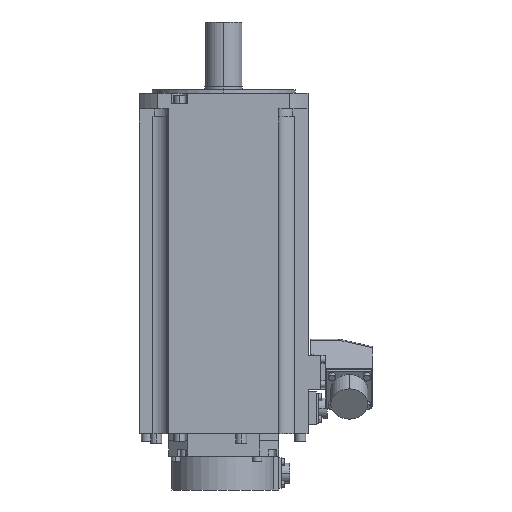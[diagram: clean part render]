
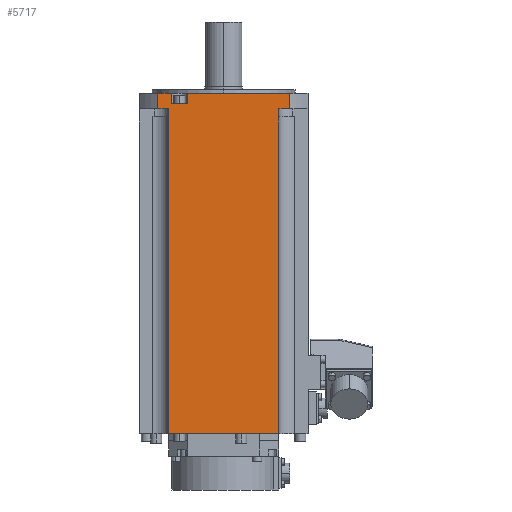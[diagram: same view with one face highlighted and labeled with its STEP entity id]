
A CAD part, left-side view. The second image highlights one B-rep face of the part: STEP entity #5717.
In plain terms, the highlighted planar face has unit normal (-1, 0, 0).
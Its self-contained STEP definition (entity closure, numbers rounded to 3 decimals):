
#834=DIRECTION('',(0.,-1.,0.));
#835=VECTOR('',#834,85.);
#836=CARTESIAN_POINT('',(-65.,42.5,-262.));
#837=LINE('',#836,#835);
#956=DIRECTION('',(0.,0.,-1.));
#957=VECTOR('',#956,250.);
#958=CARTESIAN_POINT('',(-65.,42.5,-12.));
#959=LINE('',#958,#957);
#1012=DIRECTION('',(0.,-1.,0.));
#1013=VECTOR('',#1012,8.306);
#1014=CARTESIAN_POINT('',(-65.,50.806,-12.));
#1015=LINE('',#1014,#1013);
#1127=DIRECTION('',(0.,0.,-1.));
#1128=VECTOR('',#1127,12.);
#1129=CARTESIAN_POINT('',(-65.,50.806,0.));
#1130=LINE('',#1129,#1128);
#1131=DIRECTION('',(0.,-1.,0.));
#1132=VECTOR('',#1131,78.626);
#1133=CARTESIAN_POINT('',(-65.,27.82,0.));
#1134=LINE('',#1133,#1132);
#1135=DIRECTION('',(0.,1.,0.));
#1136=VECTOR('',#1135,8.306);
#1137=CARTESIAN_POINT('',(-65.,-50.806,-12.));
#1138=LINE('',#1137,#1136);
#1139=DIRECTION('',(0.,0.,-1.));
#1140=VECTOR('',#1139,250.);
#1141=CARTESIAN_POINT('',(-65.,-42.5,-12.));
#1142=LINE('',#1141,#1140);
#1143=DIRECTION('',(0.,-1.,0.));
#1144=VECTOR('',#1143,10.426);
#1145=CARTESIAN_POINT('',(-65.,50.806,0.));
#1146=LINE('',#1145,#1144);
#1147=DIRECTION('',(0.,1.,0.));
#1148=VECTOR('',#1147,12.56);
#1149=CARTESIAN_POINT('',(-65.,27.82,-8.));
#1150=LINE('',#1149,#1148);
#1174=DIRECTION('',(0.,0.,1.));
#1175=VECTOR('',#1174,8.);
#1176=CARTESIAN_POINT('',(-65.,40.38,-8.));
#1177=LINE('',#1176,#1175);
#1186=DIRECTION('',(0.,0.,-1.));
#1187=VECTOR('',#1186,8.);
#1188=CARTESIAN_POINT('',(-65.,27.82,0.));
#1189=LINE('',#1188,#1187);
#1216=DIRECTION('',(0.,0.,1.));
#1217=VECTOR('',#1216,12.);
#1218=CARTESIAN_POINT('',(-65.,-50.806,-12.));
#1219=LINE('',#1218,#1217);
#3295=CARTESIAN_POINT('',(-65.,-50.806,0.));
#3296=VERTEX_POINT('',#3295);
#3297=CARTESIAN_POINT('',(-65.,27.82,0.));
#3298=VERTEX_POINT('',#3297);
#3303=CARTESIAN_POINT('',(-65.,40.38,0.));
#3304=VERTEX_POINT('',#3303);
#3305=CARTESIAN_POINT('',(-65.,50.806,0.));
#3306=VERTEX_POINT('',#3305);
#3404=CARTESIAN_POINT('',(-65.,-42.5,-12.));
#3406=VERTEX_POINT('',#3404);
#3413=CARTESIAN_POINT('',(-65.,27.82,-8.));
#3414=CARTESIAN_POINT('',(-65.,40.38,-8.));
#3415=VERTEX_POINT('',#3413);
#3416=VERTEX_POINT('',#3414);
#3417=CARTESIAN_POINT('',(-65.,-50.806,-12.));
#3418=VERTEX_POINT('',#3417);
#3419=CARTESIAN_POINT('',(-65.,-42.5,-262.));
#3420=VERTEX_POINT('',#3419);
#3421=CARTESIAN_POINT('',(-65.,42.5,-12.));
#3422=CARTESIAN_POINT('',(-65.,42.5,-262.));
#3423=VERTEX_POINT('',#3421);
#3424=VERTEX_POINT('',#3422);
#3425=CARTESIAN_POINT('',(-65.,50.806,-12.));
#3426=VERTEX_POINT('',#3425);
#5692=CARTESIAN_POINT('',(-65.,0.,-131.));
#5693=DIRECTION('',(1.,0.,0.));
#5694=DIRECTION('',(0.,-1.,0.));
#5695=AXIS2_PLACEMENT_3D('',#5692,#5693,#5694);
#5696=PLANE('',#5695);
#5698=ORIENTED_EDGE('',*,*,#5697,.F.);
#5700=ORIENTED_EDGE('',*,*,#5699,.F.);
#5701=ORIENTED_EDGE('',*,*,#4290,.T.);
#5703=ORIENTED_EDGE('',*,*,#5702,.F.);
#5705=ORIENTED_EDGE('',*,*,#5704,.T.);
#5707=ORIENTED_EDGE('',*,*,#5706,.T.);
#5708=ORIENTED_EDGE('',*,*,#5364,.F.);
#5709=ORIENTED_EDGE('',*,*,#5468,.F.);
#5710=ORIENTED_EDGE('',*,*,#5532,.F.);
#5711=ORIENTED_EDGE('',*,*,#5687,.F.);
#5712=ORIENTED_EDGE('',*,*,#4298,.T.);
#5714=ORIENTED_EDGE('',*,*,#5713,.F.);
#5715=EDGE_LOOP('',(#5698,#5700,#5701,#5703,#5705,#5707,#5708,#5709,#5710,#5711,
#5712,#5714));
#5716=FACE_OUTER_BOUND('',#5715,.F.);
#5717=ADVANCED_FACE('',(#5716),#5696,.F.);
#4290=EDGE_CURVE('',#3298,#3296,#1134,.T.);
#4298=EDGE_CURVE('',#3306,#3304,#1146,.T.);
#5364=EDGE_CURVE('',#3424,#3420,#837,.T.);
#5468=EDGE_CURVE('',#3423,#3424,#959,.T.);
#5532=EDGE_CURVE('',#3426,#3423,#1015,.T.);
#5687=EDGE_CURVE('',#3306,#3426,#1130,.T.);
#5697=EDGE_CURVE('',#3415,#3416,#1150,.T.);
#5699=EDGE_CURVE('',#3298,#3415,#1189,.T.);
#5702=EDGE_CURVE('',#3418,#3296,#1219,.T.);
#5704=EDGE_CURVE('',#3418,#3406,#1138,.T.);
#5706=EDGE_CURVE('',#3406,#3420,#1142,.T.);
#5713=EDGE_CURVE('',#3416,#3304,#1177,.T.);
